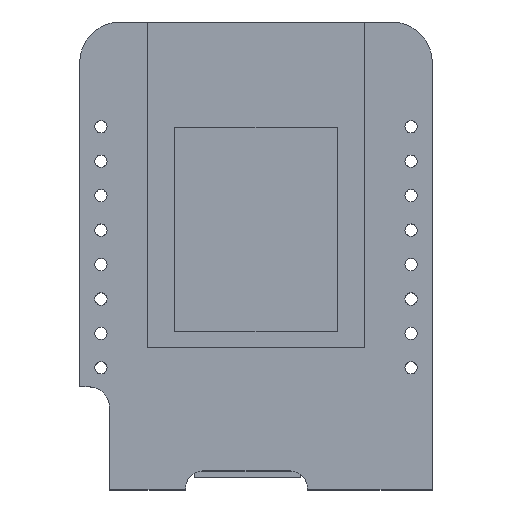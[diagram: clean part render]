
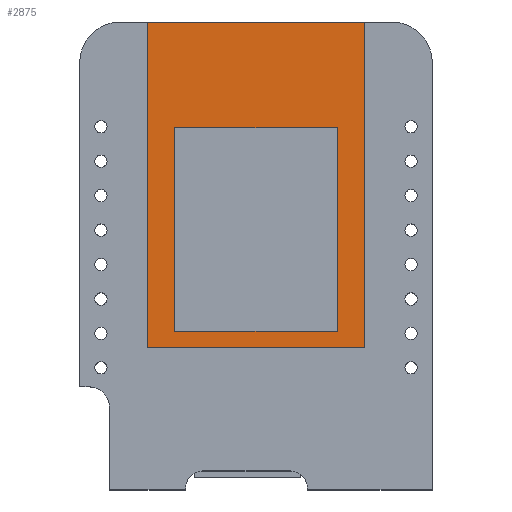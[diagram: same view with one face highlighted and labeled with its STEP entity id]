
A CAD part, top view. The second image highlights one B-rep face of the part: STEP entity #2875.
In plain terms, the highlighted planar face has unit normal (0, 0, 1).
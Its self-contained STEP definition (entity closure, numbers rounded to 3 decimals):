
#2588 = VERTEX_POINT('',#2589);
#2589 = CARTESIAN_POINT('',(-8.,-6.75,2.));
#2596 = PLANE('',#2597);
#2597 = AXIS2_PLACEMENT_3D('',#2598,#2599,#2600);
#2598 = CARTESIAN_POINT('',(-8.,-6.75,0.8));
#2599 = DIRECTION('',(0.,1.,0.));
#2600 = DIRECTION('',(1.,0.,0.));
#2608 = PLANE('',#2609);
#2609 = AXIS2_PLACEMENT_3D('',#2610,#2611,#2612);
#2610 = CARTESIAN_POINT('',(-8.,17.25,0.8));
#2611 = DIRECTION('',(1.,0.,0.));
#2612 = DIRECTION('',(0.,-1.,0.));
#2620 = EDGE_CURVE('',#2588,#2621,#2623,.T.);
#2621 = VERTEX_POINT('',#2622);
#2622 = CARTESIAN_POINT('',(8.,-6.75,2.));
#2623 = SURFACE_CURVE('',#2624,(#2628,#2635),.PCURVE_S1.);
#2624 = LINE('',#2625,#2626);
#2625 = CARTESIAN_POINT('',(-8.,-6.75,2.));
#2626 = VECTOR('',#2627,1.);
#2627 = DIRECTION('',(1.,0.,0.));
#2628 = PCURVE('',#2596,#2629);
#2629 = DEFINITIONAL_REPRESENTATION('',(#2630),#2634);
#2630 = LINE('',#2631,#2632);
#2631 = CARTESIAN_POINT('',(0.,-1.2));
#2632 = VECTOR('',#2633,1.);
#2633 = DIRECTION('',(1.,0.));
#2634 = ( GEOMETRIC_REPRESENTATION_CONTEXT(2) 
PARAMETRIC_REPRESENTATION_CONTEXT() REPRESENTATION_CONTEXT('2D SPACE',''
  ) );
#2635 = PCURVE('',#2636,#2641);
#2636 = PLANE('',#2637);
#2637 = AXIS2_PLACEMENT_3D('',#2638,#2639,#2640);
#2638 = CARTESIAN_POINT('',(0.,5.25,2.));
#2639 = DIRECTION('',(0.,0.,1.));
#2640 = DIRECTION('',(1.,0.,0.));
#2641 = DEFINITIONAL_REPRESENTATION('',(#2642),#2646);
#2642 = LINE('',#2643,#2644);
#2643 = CARTESIAN_POINT('',(-8.,-12.));
#2644 = VECTOR('',#2645,1.);
#2645 = DIRECTION('',(1.,0.));
#2646 = ( GEOMETRIC_REPRESENTATION_CONTEXT(2) 
PARAMETRIC_REPRESENTATION_CONTEXT() REPRESENTATION_CONTEXT('2D SPACE',''
  ) );
#2664 = PLANE('',#2665);
#2665 = AXIS2_PLACEMENT_3D('',#2666,#2667,#2668);
#2666 = CARTESIAN_POINT('',(8.,-6.75,0.8));
#2667 = DIRECTION('',(-1.,0.,0.));
#2668 = DIRECTION('',(0.,1.,0.));
#2708 = VERTEX_POINT('',#2709);
#2709 = CARTESIAN_POINT('',(-8.,17.25,2.));
#2723 = PLANE('',#2724);
#2724 = AXIS2_PLACEMENT_3D('',#2725,#2726,#2727);
#2725 = CARTESIAN_POINT('',(8.,17.25,0.8));
#2726 = DIRECTION('',(0.,-1.,0.));
#2727 = DIRECTION('',(-1.,0.,0.));
#2735 = EDGE_CURVE('',#2708,#2588,#2736,.T.);
#2736 = SURFACE_CURVE('',#2737,(#2741,#2748),.PCURVE_S1.);
#2737 = LINE('',#2738,#2739);
#2738 = CARTESIAN_POINT('',(-8.,17.25,2.));
#2739 = VECTOR('',#2740,1.);
#2740 = DIRECTION('',(0.,-1.,0.));
#2741 = PCURVE('',#2608,#2742);
#2742 = DEFINITIONAL_REPRESENTATION('',(#2743),#2747);
#2743 = LINE('',#2744,#2745);
#2744 = CARTESIAN_POINT('',(0.,-1.2));
#2745 = VECTOR('',#2746,1.);
#2746 = DIRECTION('',(1.,0.));
#2747 = ( GEOMETRIC_REPRESENTATION_CONTEXT(2) 
PARAMETRIC_REPRESENTATION_CONTEXT() REPRESENTATION_CONTEXT('2D SPACE',''
  ) );
#2748 = PCURVE('',#2636,#2749);
#2749 = DEFINITIONAL_REPRESENTATION('',(#2750),#2754);
#2750 = LINE('',#2751,#2752);
#2751 = CARTESIAN_POINT('',(-8.,12.));
#2752 = VECTOR('',#2753,1.);
#2753 = DIRECTION('',(0.,-1.));
#2754 = ( GEOMETRIC_REPRESENTATION_CONTEXT(2) 
PARAMETRIC_REPRESENTATION_CONTEXT() REPRESENTATION_CONTEXT('2D SPACE',''
  ) );
#2782 = EDGE_CURVE('',#2621,#2783,#2785,.T.);
#2783 = VERTEX_POINT('',#2784);
#2784 = CARTESIAN_POINT('',(8.,17.25,2.));
#2785 = SURFACE_CURVE('',#2786,(#2790,#2797),.PCURVE_S1.);
#2786 = LINE('',#2787,#2788);
#2787 = CARTESIAN_POINT('',(8.,-6.75,2.));
#2788 = VECTOR('',#2789,1.);
#2789 = DIRECTION('',(0.,1.,0.));
#2790 = PCURVE('',#2664,#2791);
#2791 = DEFINITIONAL_REPRESENTATION('',(#2792),#2796);
#2792 = LINE('',#2793,#2794);
#2793 = CARTESIAN_POINT('',(0.,-1.2));
#2794 = VECTOR('',#2795,1.);
#2795 = DIRECTION('',(1.,0.));
#2796 = ( GEOMETRIC_REPRESENTATION_CONTEXT(2) 
PARAMETRIC_REPRESENTATION_CONTEXT() REPRESENTATION_CONTEXT('2D SPACE',''
  ) );
#2797 = PCURVE('',#2636,#2798);
#2798 = DEFINITIONAL_REPRESENTATION('',(#2799),#2803);
#2799 = LINE('',#2800,#2801);
#2800 = CARTESIAN_POINT('',(8.,-12.));
#2801 = VECTOR('',#2802,1.);
#2802 = DIRECTION('',(0.,1.));
#2803 = ( GEOMETRIC_REPRESENTATION_CONTEXT(2) 
PARAMETRIC_REPRESENTATION_CONTEXT() REPRESENTATION_CONTEXT('2D SPACE',''
  ) );
#2875 = ADVANCED_FACE('',(#2876,#2902),#2636,.T.);
#2876 = FACE_BOUND('',#2877,.T.);
#2877 = EDGE_LOOP('',(#2878,#2879,#2880,#2901));
#2878 = ORIENTED_EDGE('',*,*,#2620,.T.);
#2879 = ORIENTED_EDGE('',*,*,#2782,.T.);
#2880 = ORIENTED_EDGE('',*,*,#2881,.T.);
#2881 = EDGE_CURVE('',#2783,#2708,#2882,.T.);
#2882 = SURFACE_CURVE('',#2883,(#2887,#2894),.PCURVE_S1.);
#2883 = LINE('',#2884,#2885);
#2884 = CARTESIAN_POINT('',(8.,17.25,2.));
#2885 = VECTOR('',#2886,1.);
#2886 = DIRECTION('',(-1.,0.,0.));
#2887 = PCURVE('',#2636,#2888);
#2888 = DEFINITIONAL_REPRESENTATION('',(#2889),#2893);
#2889 = LINE('',#2890,#2891);
#2890 = CARTESIAN_POINT('',(8.,12.));
#2891 = VECTOR('',#2892,1.);
#2892 = DIRECTION('',(-1.,0.));
#2893 = ( GEOMETRIC_REPRESENTATION_CONTEXT(2) 
PARAMETRIC_REPRESENTATION_CONTEXT() REPRESENTATION_CONTEXT('2D SPACE',''
  ) );
#2894 = PCURVE('',#2723,#2895);
#2895 = DEFINITIONAL_REPRESENTATION('',(#2896),#2900);
#2896 = LINE('',#2897,#2898);
#2897 = CARTESIAN_POINT('',(0.,-1.2));
#2898 = VECTOR('',#2899,1.);
#2899 = DIRECTION('',(1.,0.));
#2900 = ( GEOMETRIC_REPRESENTATION_CONTEXT(2) 
PARAMETRIC_REPRESENTATION_CONTEXT() REPRESENTATION_CONTEXT('2D SPACE',''
  ) );
#2901 = ORIENTED_EDGE('',*,*,#2735,.T.);
#2902 = FACE_BOUND('',#2903,.T.);
#2903 = EDGE_LOOP('',(#2904,#2934,#2962,#2990));
#2904 = ORIENTED_EDGE('',*,*,#2905,.F.);
#2905 = EDGE_CURVE('',#2906,#2908,#2910,.T.);
#2906 = VERTEX_POINT('',#2907);
#2907 = CARTESIAN_POINT('',(-6.,-5.55,2.));
#2908 = VERTEX_POINT('',#2909);
#2909 = CARTESIAN_POINT('',(6.,-5.55,2.));
#2910 = SURFACE_CURVE('',#2911,(#2915,#2922),.PCURVE_S1.);
#2911 = LINE('',#2912,#2913);
#2912 = CARTESIAN_POINT('',(-6.,-5.55,2.));
#2913 = VECTOR('',#2914,1.);
#2914 = DIRECTION('',(1.,0.,0.));
#2915 = PCURVE('',#2636,#2916);
#2916 = DEFINITIONAL_REPRESENTATION('',(#2917),#2921);
#2917 = LINE('',#2918,#2919);
#2918 = CARTESIAN_POINT('',(-6.,-10.8));
#2919 = VECTOR('',#2920,1.);
#2920 = DIRECTION('',(1.,0.));
#2921 = ( GEOMETRIC_REPRESENTATION_CONTEXT(2) 
PARAMETRIC_REPRESENTATION_CONTEXT() REPRESENTATION_CONTEXT('2D SPACE',''
  ) );
#2922 = PCURVE('',#2923,#2928);
#2923 = PLANE('',#2924);
#2924 = AXIS2_PLACEMENT_3D('',#2925,#2926,#2927);
#2925 = CARTESIAN_POINT('',(-6.,-5.55,2.));
#2926 = DIRECTION('',(0.,1.,0.));
#2927 = DIRECTION('',(1.,0.,0.));
#2928 = DEFINITIONAL_REPRESENTATION('',(#2929),#2933);
#2929 = LINE('',#2930,#2931);
#2930 = CARTESIAN_POINT('',(0.,0.));
#2931 = VECTOR('',#2932,1.);
#2932 = DIRECTION('',(1.,0.));
#2933 = ( GEOMETRIC_REPRESENTATION_CONTEXT(2) 
PARAMETRIC_REPRESENTATION_CONTEXT() REPRESENTATION_CONTEXT('2D SPACE',''
  ) );
#2934 = ORIENTED_EDGE('',*,*,#2935,.F.);
#2935 = EDGE_CURVE('',#2936,#2906,#2938,.T.);
#2936 = VERTEX_POINT('',#2937);
#2937 = CARTESIAN_POINT('',(-6.,9.45,2.));
#2938 = SURFACE_CURVE('',#2939,(#2943,#2950),.PCURVE_S1.);
#2939 = LINE('',#2940,#2941);
#2940 = CARTESIAN_POINT('',(-6.,9.45,2.));
#2941 = VECTOR('',#2942,1.);
#2942 = DIRECTION('',(0.,-1.,0.));
#2943 = PCURVE('',#2636,#2944);
#2944 = DEFINITIONAL_REPRESENTATION('',(#2945),#2949);
#2945 = LINE('',#2946,#2947);
#2946 = CARTESIAN_POINT('',(-6.,4.2));
#2947 = VECTOR('',#2948,1.);
#2948 = DIRECTION('',(0.,-1.));
#2949 = ( GEOMETRIC_REPRESENTATION_CONTEXT(2) 
PARAMETRIC_REPRESENTATION_CONTEXT() REPRESENTATION_CONTEXT('2D SPACE',''
  ) );
#2950 = PCURVE('',#2951,#2956);
#2951 = PLANE('',#2952);
#2952 = AXIS2_PLACEMENT_3D('',#2953,#2954,#2955);
#2953 = CARTESIAN_POINT('',(-6.,9.45,2.));
#2954 = DIRECTION('',(1.,0.,0.));
#2955 = DIRECTION('',(0.,-1.,0.));
#2956 = DEFINITIONAL_REPRESENTATION('',(#2957),#2961);
#2957 = LINE('',#2958,#2959);
#2958 = CARTESIAN_POINT('',(0.,0.));
#2959 = VECTOR('',#2960,1.);
#2960 = DIRECTION('',(1.,0.));
#2961 = ( GEOMETRIC_REPRESENTATION_CONTEXT(2) 
PARAMETRIC_REPRESENTATION_CONTEXT() REPRESENTATION_CONTEXT('2D SPACE',''
  ) );
#2962 = ORIENTED_EDGE('',*,*,#2963,.F.);
#2963 = EDGE_CURVE('',#2964,#2936,#2966,.T.);
#2964 = VERTEX_POINT('',#2965);
#2965 = CARTESIAN_POINT('',(6.,9.45,2.));
#2966 = SURFACE_CURVE('',#2967,(#2971,#2978),.PCURVE_S1.);
#2967 = LINE('',#2968,#2969);
#2968 = CARTESIAN_POINT('',(6.,9.45,2.));
#2969 = VECTOR('',#2970,1.);
#2970 = DIRECTION('',(-1.,0.,0.));
#2971 = PCURVE('',#2636,#2972);
#2972 = DEFINITIONAL_REPRESENTATION('',(#2973),#2977);
#2973 = LINE('',#2974,#2975);
#2974 = CARTESIAN_POINT('',(6.,4.2));
#2975 = VECTOR('',#2976,1.);
#2976 = DIRECTION('',(-1.,0.));
#2977 = ( GEOMETRIC_REPRESENTATION_CONTEXT(2) 
PARAMETRIC_REPRESENTATION_CONTEXT() REPRESENTATION_CONTEXT('2D SPACE',''
  ) );
#2978 = PCURVE('',#2979,#2984);
#2979 = PLANE('',#2980);
#2980 = AXIS2_PLACEMENT_3D('',#2981,#2982,#2983);
#2981 = CARTESIAN_POINT('',(6.,9.45,2.));
#2982 = DIRECTION('',(0.,-1.,0.));
#2983 = DIRECTION('',(-1.,0.,0.));
#2984 = DEFINITIONAL_REPRESENTATION('',(#2985),#2989);
#2985 = LINE('',#2986,#2987);
#2986 = CARTESIAN_POINT('',(0.,0.));
#2987 = VECTOR('',#2988,1.);
#2988 = DIRECTION('',(1.,0.));
#2989 = ( GEOMETRIC_REPRESENTATION_CONTEXT(2) 
PARAMETRIC_REPRESENTATION_CONTEXT() REPRESENTATION_CONTEXT('2D SPACE',''
  ) );
#2990 = ORIENTED_EDGE('',*,*,#2991,.F.);
#2991 = EDGE_CURVE('',#2908,#2964,#2992,.T.);
#2992 = SURFACE_CURVE('',#2993,(#2997,#3004),.PCURVE_S1.);
#2993 = LINE('',#2994,#2995);
#2994 = CARTESIAN_POINT('',(6.,-5.55,2.));
#2995 = VECTOR('',#2996,1.);
#2996 = DIRECTION('',(0.,1.,0.));
#2997 = PCURVE('',#2636,#2998);
#2998 = DEFINITIONAL_REPRESENTATION('',(#2999),#3003);
#2999 = LINE('',#3000,#3001);
#3000 = CARTESIAN_POINT('',(6.,-10.8));
#3001 = VECTOR('',#3002,1.);
#3002 = DIRECTION('',(0.,1.));
#3003 = ( GEOMETRIC_REPRESENTATION_CONTEXT(2) 
PARAMETRIC_REPRESENTATION_CONTEXT() REPRESENTATION_CONTEXT('2D SPACE',''
  ) );
#3004 = PCURVE('',#3005,#3010);
#3005 = PLANE('',#3006);
#3006 = AXIS2_PLACEMENT_3D('',#3007,#3008,#3009);
#3007 = CARTESIAN_POINT('',(6.,-5.55,2.));
#3008 = DIRECTION('',(-1.,0.,0.));
#3009 = DIRECTION('',(0.,1.,0.));
#3010 = DEFINITIONAL_REPRESENTATION('',(#3011),#3015);
#3011 = LINE('',#3012,#3013);
#3012 = CARTESIAN_POINT('',(0.,0.));
#3013 = VECTOR('',#3014,1.);
#3014 = DIRECTION('',(1.,0.));
#3015 = ( GEOMETRIC_REPRESENTATION_CONTEXT(2) 
PARAMETRIC_REPRESENTATION_CONTEXT() REPRESENTATION_CONTEXT('2D SPACE',''
  ) );
